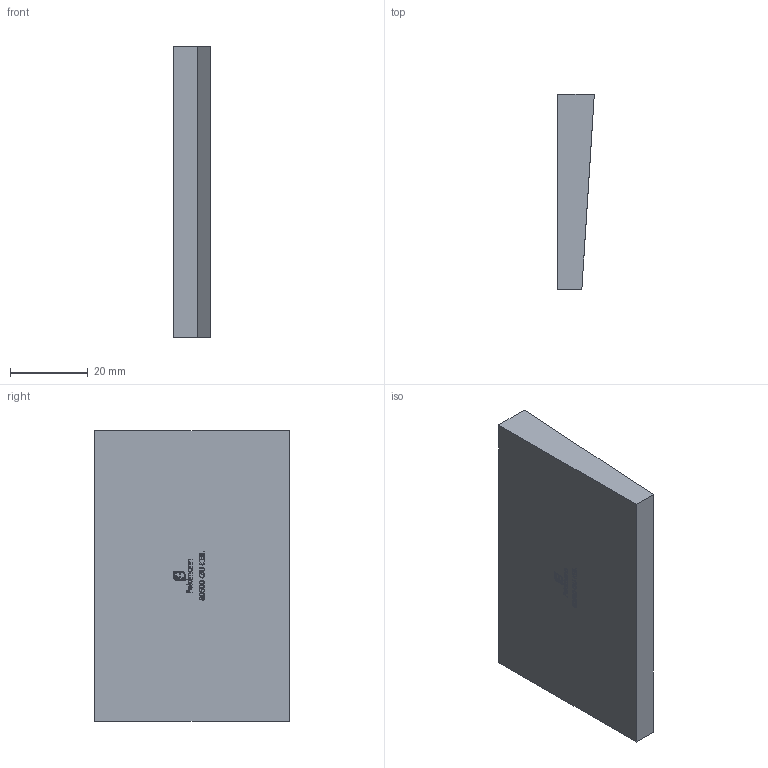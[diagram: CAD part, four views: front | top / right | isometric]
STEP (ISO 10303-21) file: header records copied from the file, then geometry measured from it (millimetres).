
FILE_DESCRIPTION (( 'STEP AP203' ), '1' );
FILE_NAME ('80500-GU-KEIL.step', '2022-07-11T07:22:40', ( '' ), ( '' ), 'SwSTEP 2.0', 'SolidWorks 2018', '' );
FILE_SCHEMA (( 'CONFIG_CONTROL_DESIGN' ));
Length unit declared in the file: millimetre
Products named in the file (1): 80500-GU-KEIL
Bounding box: 9.4 x 50 x 74.7 mm (x, y, z)
Volume: 29131.9 mm3; surface area: 9437.4 mm2
Topology: 1 solids, 1 shells, 305 faces, 819 edges, 546 vertices
Faces by surface type: plane 169, bspline 136
Entity records: 16706 total; most frequent: CARTESIAN_POINT 9919, ORIENTED_EDGE 1638, DIRECTION 887, EDGE_CURVE 819, LINE 547, VECTOR 547, VERTEX_POINT 546, EDGE_LOOP 335
